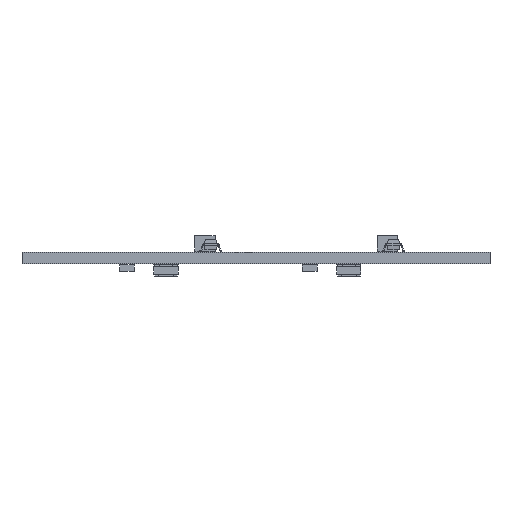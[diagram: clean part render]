
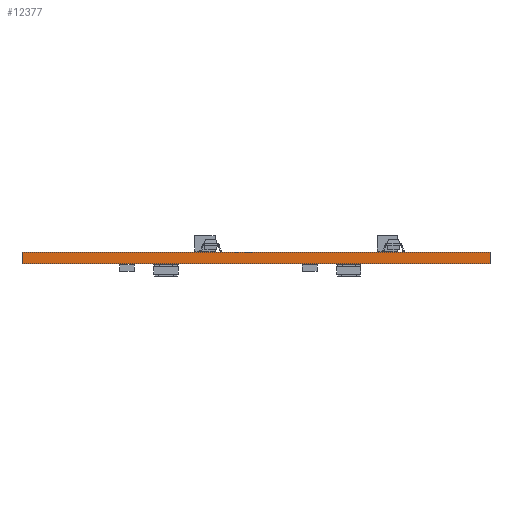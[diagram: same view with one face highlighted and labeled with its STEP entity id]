
A CAD part, front view. The second image highlights one B-rep face of the part: STEP entity #12377.
In plain terms, the highlighted planar face has unit normal (0, -1, 0).
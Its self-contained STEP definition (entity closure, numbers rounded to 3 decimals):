
#12377 = ADVANCED_FACE('',(#12378),#12412,.T.);
#12378 = FACE_BOUND('',#12379,.T.);
#12379 = EDGE_LOOP('',(#12380,#12390,#12398,#12406));
#12380 = ORIENTED_EDGE('',*,*,#12381,.T.);
#12381 = EDGE_CURVE('',#12382,#12384,#12386,.T.);
#12382 = VERTEX_POINT('',#12383);
#12383 = CARTESIAN_POINT('',(180.5,-84.,0.));
#12384 = VERTEX_POINT('',#12385);
#12385 = CARTESIAN_POINT('',(180.5,-84.,1.6));
#12386 = LINE('',#12387,#12388);
#12387 = CARTESIAN_POINT('',(180.5,-84.,0.));
#12388 = VECTOR('',#12389,1.);
#12389 = DIRECTION('',(0.,0.,1.));
#12390 = ORIENTED_EDGE('',*,*,#12391,.T.);
#12391 = EDGE_CURVE('',#12384,#12392,#12394,.T.);
#12392 = VERTEX_POINT('',#12393);
#12393 = CARTESIAN_POINT('',(116.5,-84.,1.6));
#12394 = LINE('',#12395,#12396);
#12395 = CARTESIAN_POINT('',(180.5,-84.,1.6));
#12396 = VECTOR('',#12397,1.);
#12397 = DIRECTION('',(-1.,0.,0.));
#12398 = ORIENTED_EDGE('',*,*,#12399,.F.);
#12399 = EDGE_CURVE('',#12400,#12392,#12402,.T.);
#12400 = VERTEX_POINT('',#12401);
#12401 = CARTESIAN_POINT('',(116.5,-84.,0.));
#12402 = LINE('',#12403,#12404);
#12403 = CARTESIAN_POINT('',(116.5,-84.,0.));
#12404 = VECTOR('',#12405,1.);
#12405 = DIRECTION('',(0.,0.,1.));
#12406 = ORIENTED_EDGE('',*,*,#12407,.F.);
#12407 = EDGE_CURVE('',#12382,#12400,#12408,.T.);
#12408 = LINE('',#12409,#12410);
#12409 = CARTESIAN_POINT('',(180.5,-84.,0.));
#12410 = VECTOR('',#12411,1.);
#12411 = DIRECTION('',(-1.,0.,0.));
#12412 = PLANE('',#12413);
#12413 = AXIS2_PLACEMENT_3D('',#12414,#12415,#12416);
#12414 = CARTESIAN_POINT('',(180.5,-84.,0.));
#12415 = DIRECTION('',(0.,-1.,0.));
#12416 = DIRECTION('',(-1.,0.,0.));
